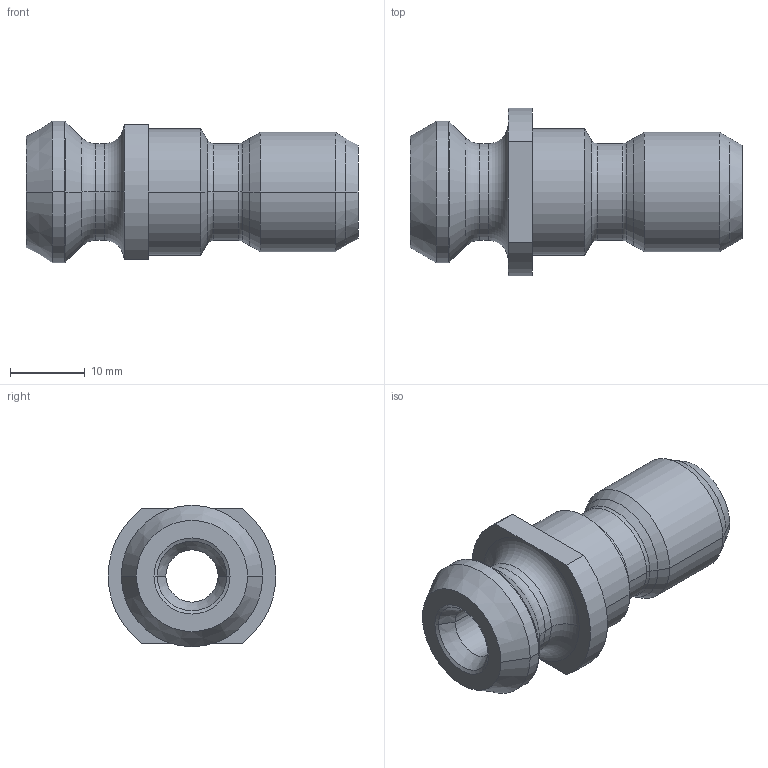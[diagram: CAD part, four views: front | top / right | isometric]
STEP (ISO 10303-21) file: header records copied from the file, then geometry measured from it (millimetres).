
FILE_DESCRIPTION((''),'2;1');
FILE_NAME('88-400-40','2012-04-13T',('mei'),(''),'PRO/ENGINEER BY PARAMETRIC TECHNOLOGY CORPORATION, 2010430','PRO/ENGINEER BY PARAMETRIC TECHNOLOGY CORPORATION, 2010430','');
FILE_SCHEMA(('CONFIG_CONTROL_DESIGN'));
Length unit declared in the file: millimetre
Products named in the file (1): 88-400-40
Bounding box: 44.5 x 22.42 x 18.95 mm (x, y, z)
Volume: 7321.6 mm3; surface area: 4475.5 mm2
Topology: 1 solids, 2 shells, 47 faces, 102 edges, 58 vertices
Faces by surface type: cylinder 16, cone 14, torus 10, plane 7
Entity records: 1338 total; most frequent: DIRECTION 258, CARTESIAN_POINT 224, ORIENTED_EDGE 200, AXIS2_PLACEMENT_3D 110, EDGE_CURVE 102, CIRCLE 62, VERTEX_POINT 58, EDGE_LOOP 50
